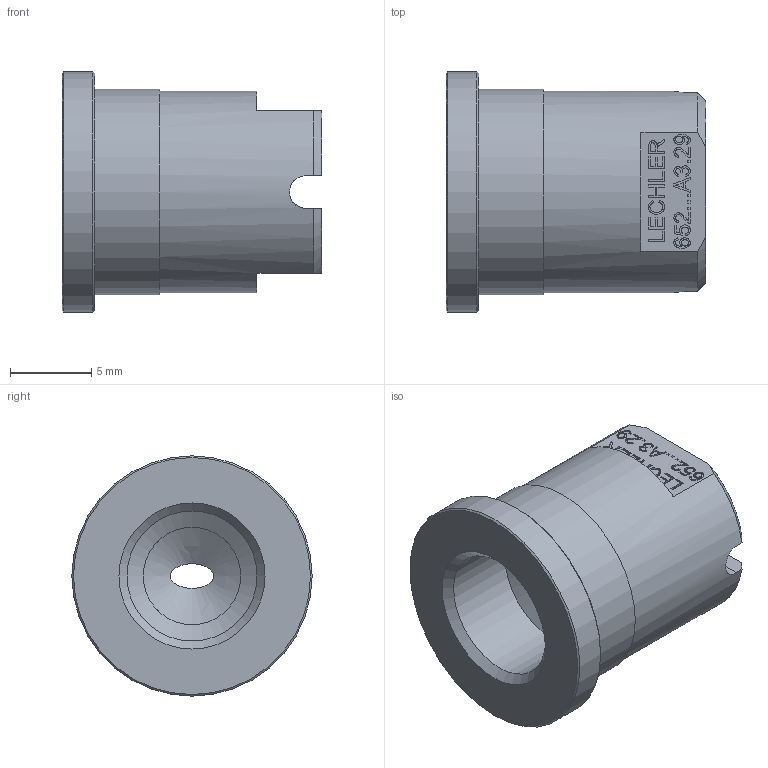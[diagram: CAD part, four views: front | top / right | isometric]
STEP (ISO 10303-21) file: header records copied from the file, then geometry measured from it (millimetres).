
FILE_DESCRIPTION((''),'2;1');
FILE_NAME('AV-652XXXA32900M0.stp','2006-11-17T09:34:52',('wuwe'),(''),'Autodesk Inventor 10','Autodesk Inventor 10','');
FILE_SCHEMA(('AUTOMOTIVE_DESIGN { 1 0 10303 214 1 1 1 1 }'));
Length unit declared in the file: millimetre
Products named in the file (1): AV-652XXXA32900M0
Bounding box: 16 x 14.8 x 14.8 mm (x, y, z)
Volume: 1456 mm3; surface area: 1266.7 mm2
Topology: 1 solids, 1 shells, 243 faces, 648 edges, 431 vertices
Faces by surface type: plane 141, bspline 91, cone 7, cylinder 4
Full cylindrical faces by diameter (mm): 12.4 x1, 12.65 x1, 14.8 x1
Entity records: 9550 total; most frequent: CARTESIAN_POINT 4149, ORIENTED_EDGE 1268, DIRECTION 777, EDGE_CURVE 634, VERTEX_POINT 427, VECTOR 427, LINE 427, EDGE_LOOP 279
